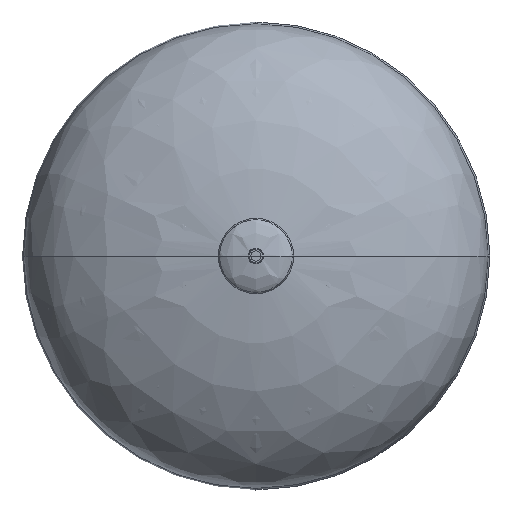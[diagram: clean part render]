
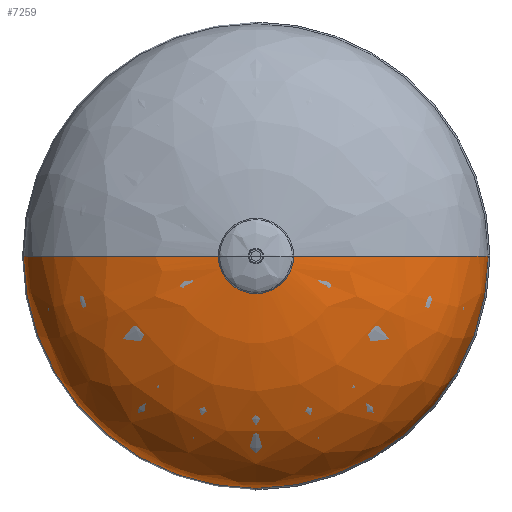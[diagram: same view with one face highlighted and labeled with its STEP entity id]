
A CAD part, front view. The second image highlights one B-rep face of the part: STEP entity #7259.
In plain terms, the highlighted free-form (B-spline) face has degree [3, 3] with [4, 4] control points.
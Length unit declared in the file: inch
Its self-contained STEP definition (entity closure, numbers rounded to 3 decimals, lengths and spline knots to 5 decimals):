
#87 = CARTESIAN_POINT ( 'NONE',  ( 2., -19.41385, -4. ) ) ;
#288 = EDGE_CURVE ( 'NONE', #4507, #9548, #8299, .T. ) ;
#1658 = CIRCLE ( 'NONE', #7728, 2. ) ;
#1693 = EDGE_CURVE ( 'NONE', #1875, #4982, #8224, .T. ) ;
#1731 = CARTESIAN_POINT ( 'NONE',  ( 12.325, -16.33257, -24.65 ) ) ;
#1836 = ORIENTED_EDGE ( 'NONE', *, *, #5185, .T. ) ;
#1875 = VERTEX_POINT ( 'NONE', #6369 ) ;
#1900 = AXIS2_PLACEMENT_3D ( 'NONE', #8385, #2693, #6745 ) ;
#1962 = CARTESIAN_POINT ( 'NONE',  ( 12.325, -13., 0. ) ) ;
#2654 = CARTESIAN_POINT ( 'NONE',  ( -2., -19.41385, 0. ) ) ;
#2693 = DIRECTION ( 'NONE',  ( 0., -1., 0. ) ) ;
#3151 = CARTESIAN_POINT ( 'NONE',  ( -8.23532, -18.87307, -16.47063 ) ) ;
#3251 = ORIENTED_EDGE ( 'NONE', *, *, #1693, .T. ) ;
#3305 = CARTESIAN_POINT ( 'NONE',  ( -2., -19.41385, 0. ) ) ;
#3691 = ORIENTED_EDGE ( 'NONE', *, *, #7369, .F. ) ;
#4150 = CARTESIAN_POINT ( 'NONE',  ( -12.325, -16.33257, 0. ) ) ;
#4365 = DIRECTION ( 'NONE',  ( -1., 0., 0. ) ) ;
#4507 = VERTEX_POINT ( 'NONE', #7024 ) ;
#4691 = CARTESIAN_POINT ( 'NONE',  ( -12.325, -13., 0. ) ) ;
#4790 = CARTESIAN_POINT ( 'NONE',  ( -12.325, -13., -24.65 ) ) ;
#4835 = CARTESIAN_POINT ( 'NONE',  ( 8.23532, -18.87307, 0. ) ) ;
#4956 = CARTESIAN_POINT ( 'NONE',  ( -12.325, -16.33257, -24.65 ) ) ;
#4982 = VERTEX_POINT ( 'NONE', #4691 ) ;
#5081 = CARTESIAN_POINT ( 'NONE',  ( -12.325, -16.33257, 0. ) ) ;
#5185 = EDGE_CURVE ( 'NONE', #4982, #9548, #6782, .T. ) ;
#5566 = CARTESIAN_POINT ( 'NONE',  ( 12.325, -16.33257, 0. ) ) ;
#5853 = CARTESIAN_POINT ( 'NONE',  ( -8.23532, -18.87307, 0. ) ) ;
#5958 = CARTESIAN_POINT ( 'NONE',  ( 2., -19.41385, 0. ) ) ;
#5993 =( BOUNDED_SURFACE ( )  B_SPLINE_SURFACE ( 3, 3, ( 
 ( #8169, #87, #10388, #3305 ),
 ( #4835, #6513, #3151, #8951 ),
 ( #5566, #1731, #4956, #4150 ),
 ( #9582, #8795, #4790, #8001 ) ),
 .UNSPECIFIED., .F., .F., .F. ) 
 B_SPLINE_SURFACE_WITH_KNOTS ( ( 4, 4 ),
 ( 4, 4 ),
 ( 0., 1. ),
 ( 0., 1. ),
 .UNSPECIFIED. ) 
 GEOMETRIC_REPRESENTATION_ITEM ( )  RATIONAL_B_SPLINE_SURFACE ( (
 ( 1., 0.333, 0.333, 1.),
 ( 0.842, 0.281, 0.281, 0.842),
 ( 0.842, 0.281, 0.281, 0.842),
 ( 1., 0.333, 0.333, 1.) ) ) 
 REPRESENTATION_ITEM ( '' )  SURFACE ( )  );
#6369 = CARTESIAN_POINT ( 'NONE',  ( -2., -19.41385, 0. ) ) ;
#6511 = EDGE_LOOP ( 'NONE', ( #3691, #3251, #1836, #8944 ) ) ;
#6513 = CARTESIAN_POINT ( 'NONE',  ( 8.23532, -18.87307, -16.47063 ) ) ;
#6745 = DIRECTION ( 'NONE',  ( 1., 0., 0. ) ) ;
#6782 = CIRCLE ( 'NONE', #1900, 12.325 ) ;
#7024 = CARTESIAN_POINT ( 'NONE',  ( 2., -19.41385, 0. ) ) ;
#7158 = FACE_OUTER_BOUND ( 'NONE', #6511, .T. ) ;
#7259 = ADVANCED_FACE ( 'NONE', ( #7158 ), #5993, .F. ) ;
#7369 = EDGE_CURVE ( 'NONE', #1875, #4507, #1658, .T. ) ;
#7602 = CARTESIAN_POINT ( 'NONE',  ( 8.23532, -18.87307, 0. ) ) ;
#7728 = AXIS2_PLACEMENT_3D ( 'NONE', #8431, #9857, #4365 ) ;
#8001 = CARTESIAN_POINT ( 'NONE',  ( -12.325, -13., 0. ) ) ;
#8169 = CARTESIAN_POINT ( 'NONE',  ( 2., -19.41385, 0. ) ) ;
#8224 =( BOUNDED_CURVE ( )  B_SPLINE_CURVE ( 3, ( #2654, #5853, #5081, #8306 ),
 .UNSPECIFIED., .F., .T. ) 
 B_SPLINE_CURVE_WITH_KNOTS ( ( 4, 4 ),
 ( 4.87538, 6.28319 ),
 .UNSPECIFIED. ) 
 CURVE ( )  GEOMETRIC_REPRESENTATION_ITEM ( )  RATIONAL_B_SPLINE_CURVE ( ( 1., 0.842, 0.842, 1. ) ) 
 REPRESENTATION_ITEM ( '' )  );
#8299 =( BOUNDED_CURVE ( )  B_SPLINE_CURVE ( 3, ( #5958, #7602, #9185, #1962 ),
 .UNSPECIFIED., .F., .F. ) 
 B_SPLINE_CURVE_WITH_KNOTS ( ( 4, 4 ),
 ( 4.87538, 6.28319 ),
 .UNSPECIFIED. ) 
 CURVE ( )  GEOMETRIC_REPRESENTATION_ITEM ( )  RATIONAL_B_SPLINE_CURVE ( ( 1., 0.842, 0.842, 1. ) ) 
 REPRESENTATION_ITEM ( '' )  );
#8306 = CARTESIAN_POINT ( 'NONE',  ( -12.325, -13., 0. ) ) ;
#8385 = CARTESIAN_POINT ( 'NONE',  ( 0., -13., 0. ) ) ;
#8431 = CARTESIAN_POINT ( 'NONE',  ( 0., -19.41385, 0. ) ) ;
#8629 = CARTESIAN_POINT ( 'NONE',  ( 12.325, -13., 0. ) ) ;
#8795 = CARTESIAN_POINT ( 'NONE',  ( 12.325, -13., -24.65 ) ) ;
#8944 = ORIENTED_EDGE ( 'NONE', *, *, #288, .F. ) ;
#8951 = CARTESIAN_POINT ( 'NONE',  ( -8.23532, -18.87307, 0. ) ) ;
#9185 = CARTESIAN_POINT ( 'NONE',  ( 12.325, -16.33257, 0. ) ) ;
#9548 = VERTEX_POINT ( 'NONE', #8629 ) ;
#9582 = CARTESIAN_POINT ( 'NONE',  ( 12.325, -13., 0. ) ) ;
#9857 = DIRECTION ( 'NONE',  ( 0., -1., 0. ) ) ;
#10388 = CARTESIAN_POINT ( 'NONE',  ( -2., -19.41385, -4. ) ) ;
